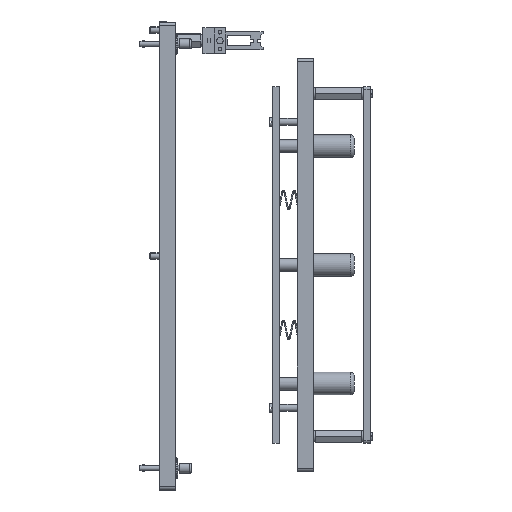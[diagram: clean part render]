
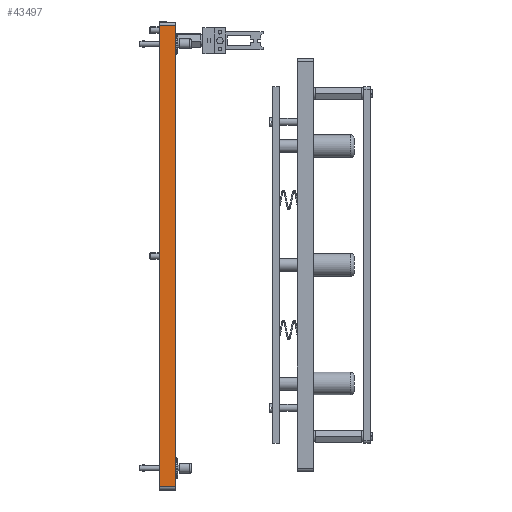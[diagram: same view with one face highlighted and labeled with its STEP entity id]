
A CAD part, left-side view. The second image highlights one B-rep face of the part: STEP entity #43497.
In plain terms, the highlighted planar face has unit normal (-1, 0, 0).
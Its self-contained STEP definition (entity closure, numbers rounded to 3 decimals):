
#1084 = LINE ( 'NONE', #8005, #53105 ) ;
#2487 = VERTEX_POINT ( 'NONE', #20848 ) ;
#2925 = CARTESIAN_POINT ( 'NONE',  ( 0., 286., 0. ) ) ;
#3899 = PLANE ( 'NONE',  #30434 ) ;
#4014 = VERTEX_POINT ( 'NONE', #2925 ) ;
#4720 = LINE ( 'NONE', #62596, #45444 ) ;
#7823 = VERTEX_POINT ( 'NONE', #13966 ) ;
#8005 = CARTESIAN_POINT ( 'NONE',  ( 0., 286., 10. ) ) ;
#10390 = DIRECTION ( 'NONE',  ( 0., 0., 1. ) ) ;
#13200 = EDGE_CURVE ( 'NONE', #7823, #2487, #27416, .T. ) ;
#13966 = CARTESIAN_POINT ( 'NONE',  ( 0., 286., 10. ) ) ;
#15110 = FACE_OUTER_BOUND ( 'NONE', #28437, .T. ) ;
#17731 = ORIENTED_EDGE ( 'NONE', *, *, #13200, .F. ) ;
#18481 = VECTOR ( 'NONE', #60082, 1000. ) ;
#19234 = VERTEX_POINT ( 'NONE', #27747 ) ;
#20007 = DIRECTION ( 'NONE',  ( 1., 0., 0. ) ) ;
#20848 = CARTESIAN_POINT ( 'NONE',  ( 0., 2., 10. ) ) ;
#27416 = LINE ( 'NONE', #49461, #18481 ) ;
#27747 = CARTESIAN_POINT ( 'NONE',  ( 0., 2., 0. ) ) ;
#27876 = EDGE_CURVE ( 'NONE', #7823, #4014, #1084, .T. ) ;
#28437 = EDGE_LOOP ( 'NONE', ( #39159, #36971, #17731, #53534 ) ) ;
#29853 = DIRECTION ( 'NONE',  ( 0., -1., 0. ) ) ;
#30434 = AXIS2_PLACEMENT_3D ( 'NONE', #66772, #20007, #66103 ) ;
#33327 = EDGE_CURVE ( 'NONE', #19234, #2487, #4720, .T. ) ;
#36971 = ORIENTED_EDGE ( 'NONE', *, *, #33327, .T. ) ;
#38107 = LINE ( 'NONE', #40056, #65673 ) ;
#39159 = ORIENTED_EDGE ( 'NONE', *, *, #60414, .T. ) ;
#40056 = CARTESIAN_POINT ( 'NONE',  ( 0., 0., 0. ) ) ;
#43497 = ADVANCED_FACE ( 'NONE', ( #15110 ), #3899, .F. ) ;
#45444 = VECTOR ( 'NONE', #10390, 1000. ) ;
#49461 = CARTESIAN_POINT ( 'NONE',  ( 0., 0., 10. ) ) ;
#49611 = DIRECTION ( 'NONE',  ( 0., 0., -1. ) ) ;
#53105 = VECTOR ( 'NONE', #49611, 1000. ) ;
#53534 = ORIENTED_EDGE ( 'NONE', *, *, #27876, .T. ) ;
#60082 = DIRECTION ( 'NONE',  ( 0., -1., 0. ) ) ;
#60414 = EDGE_CURVE ( 'NONE', #4014, #19234, #38107, .T. ) ;
#62596 = CARTESIAN_POINT ( 'NONE',  ( 0., 2., 10. ) ) ;
#65673 = VECTOR ( 'NONE', #29853, 1000. ) ;
#66103 = DIRECTION ( 'NONE',  ( 0., 0., -1. ) ) ;
#66772 = CARTESIAN_POINT ( 'NONE',  ( 0., 0., 10. ) ) ;
